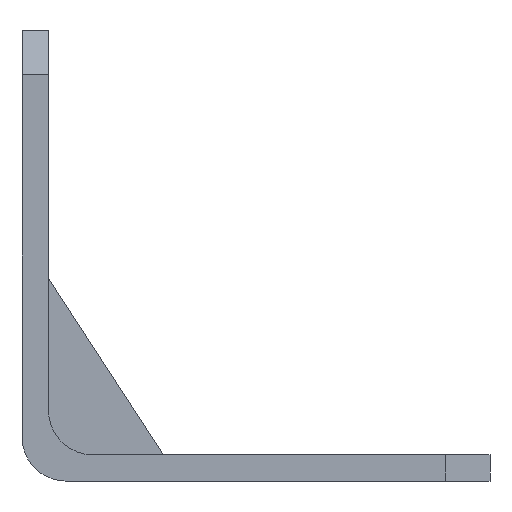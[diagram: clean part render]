
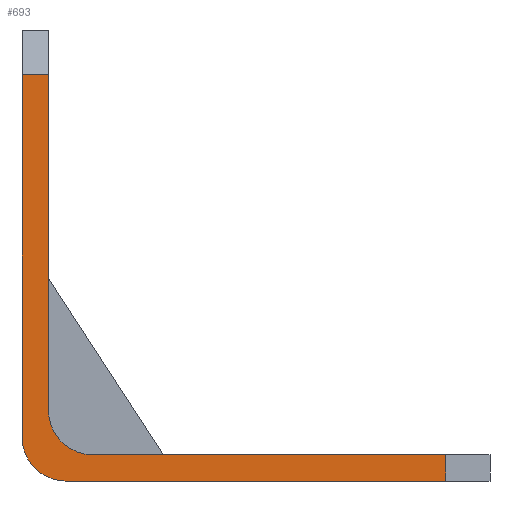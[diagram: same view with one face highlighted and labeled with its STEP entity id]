
A CAD part, front view. The second image highlights one B-rep face of the part: STEP entity #693.
In plain terms, the highlighted planar face has unit normal (0, -1, 0).
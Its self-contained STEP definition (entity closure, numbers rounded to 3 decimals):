
#32 = PLANE('',#33);
#33 = AXIS2_PLACEMENT_3D('',#34,#35,#36);
#34 = CARTESIAN_POINT('',(0.,0.,51.));
#35 = DIRECTION('',(1.,0.,0.));
#36 = DIRECTION('',(0.,0.,-1.));
#57 = VERTEX_POINT('',#58);
#58 = CARTESIAN_POINT('',(0.,-50.,46.));
#72 = PLANE('',#73);
#73 = AXIS2_PLACEMENT_3D('',#74,#75,#76);
#74 = CARTESIAN_POINT('',(3.,-47.5,48.5));
#75 = DIRECTION('',(0.,-0.707,0.707));
#76 = DIRECTION('',(-1.,0.,0.));
#84 = EDGE_CURVE('',#57,#85,#87,.T.);
#85 = VERTEX_POINT('',#86);
#86 = CARTESIAN_POINT('',(0.,-50.,5.));
#87 = SURFACE_CURVE('',#88,(#92,#99),.PCURVE_S1.);
#88 = LINE('',#89,#90);
#89 = CARTESIAN_POINT('',(0.,-50.,51.));
#90 = VECTOR('',#91,1.);
#91 = DIRECTION('',(0.,0.,-1.));
#92 = PCURVE('',#32,#93);
#93 = DEFINITIONAL_REPRESENTATION('',(#94),#98);
#94 = LINE('',#95,#96);
#95 = CARTESIAN_POINT('',(0.,-50.));
#96 = VECTOR('',#97,1.);
#97 = DIRECTION('',(1.,0.));
#98 = ( GEOMETRIC_REPRESENTATION_CONTEXT(2) 
PARAMETRIC_REPRESENTATION_CONTEXT() REPRESENTATION_CONTEXT('2D SPACE',''
  ) );
#99 = PCURVE('',#100,#105);
#100 = PLANE('',#101);
#101 = AXIS2_PLACEMENT_3D('',#102,#103,#104);
#102 = CARTESIAN_POINT('',(15.279,-50.,14.257));
#103 = DIRECTION('',(0.,1.,0.));
#104 = DIRECTION('',(0.,0.,1.));
#105 = DEFINITIONAL_REPRESENTATION('',(#106),#110);
#106 = LINE('',#107,#108);
#107 = CARTESIAN_POINT('',(36.743,-15.279));
#108 = VECTOR('',#109,1.);
#109 = DIRECTION('',(-1.,0.));
#110 = ( GEOMETRIC_REPRESENTATION_CONTEXT(2) 
PARAMETRIC_REPRESENTATION_CONTEXT() REPRESENTATION_CONTEXT('2D SPACE',''
  ) );
#128 = CYLINDRICAL_SURFACE('',#129,5.);
#129 = AXIS2_PLACEMENT_3D('',#130,#131,#132);
#130 = CARTESIAN_POINT('',(5.,0.,5.));
#131 = DIRECTION('',(0.,1.,0.));
#132 = DIRECTION('',(1.,0.,0.));
#370 = PLANE('',#371);
#371 = AXIS2_PLACEMENT_3D('',#372,#373,#374);
#372 = CARTESIAN_POINT('',(3.,0.,8.));
#373 = DIRECTION('',(-1.,0.,0.));
#374 = DIRECTION('',(0.,0.,1.));
#478 = VERTEX_POINT('',#479);
#479 = CARTESIAN_POINT('',(3.,-50.,46.));
#502 = EDGE_CURVE('',#478,#57,#503,.T.);
#503 = SURFACE_CURVE('',#504,(#508,#515),.PCURVE_S1.);
#504 = LINE('',#505,#506);
#505 = CARTESIAN_POINT('',(3.,-50.,46.));
#506 = VECTOR('',#507,1.);
#507 = DIRECTION('',(-1.,0.,0.));
#508 = PCURVE('',#72,#509);
#509 = DEFINITIONAL_REPRESENTATION('',(#510),#514);
#510 = LINE('',#511,#512);
#511 = CARTESIAN_POINT('',(0.,3.536));
#512 = VECTOR('',#513,1.);
#513 = DIRECTION('',(1.,0.));
#514 = ( GEOMETRIC_REPRESENTATION_CONTEXT(2) 
PARAMETRIC_REPRESENTATION_CONTEXT() REPRESENTATION_CONTEXT('2D SPACE',''
  ) );
#515 = PCURVE('',#100,#516);
#516 = DEFINITIONAL_REPRESENTATION('',(#517),#521);
#517 = LINE('',#518,#519);
#518 = CARTESIAN_POINT('',(31.743,-12.279));
#519 = VECTOR('',#520,1.);
#520 = DIRECTION('',(0.,-1.));
#521 = ( GEOMETRIC_REPRESENTATION_CONTEXT(2) 
PARAMETRIC_REPRESENTATION_CONTEXT() REPRESENTATION_CONTEXT('2D SPACE',''
  ) );
#572 = CYLINDRICAL_SURFACE('',#573,5.);
#573 = AXIS2_PLACEMENT_3D('',#574,#575,#576);
#574 = CARTESIAN_POINT('',(8.,0.,8.));
#575 = DIRECTION('',(0.,1.,0.));
#576 = DIRECTION('',(1.,0.,0.));
#600 = PLANE('',#601);
#601 = AXIS2_PLACEMENT_3D('',#602,#603,#604);
#602 = CARTESIAN_POINT('',(53.,0.,3.));
#603 = DIRECTION('',(0.,0.,-1.));
#604 = DIRECTION('',(-1.,0.,0.));
#656 = PLANE('',#657);
#657 = AXIS2_PLACEMENT_3D('',#658,#659,#660);
#658 = CARTESIAN_POINT('',(5.,0.,0.));
#659 = DIRECTION('',(0.,0.,1.));
#660 = DIRECTION('',(1.,0.,0.));
#693 = ADVANCED_FACE('',(#694),#100,.F.);
#694 = FACE_BOUND('',#695,.F.);
#695 = EDGE_LOOP('',(#696,#697,#698,#721,#749,#772,#800,#823));
#696 = ORIENTED_EDGE('',*,*,#84,.F.);
#697 = ORIENTED_EDGE('',*,*,#502,.F.);
#698 = ORIENTED_EDGE('',*,*,#699,.F.);
#699 = EDGE_CURVE('',#700,#478,#702,.T.);
#700 = VERTEX_POINT('',#701);
#701 = CARTESIAN_POINT('',(3.,-50.,8.));
#702 = SURFACE_CURVE('',#703,(#707,#714),.PCURVE_S1.);
#703 = LINE('',#704,#705);
#704 = CARTESIAN_POINT('',(3.,-50.,8.));
#705 = VECTOR('',#706,1.);
#706 = DIRECTION('',(0.,0.,1.));
#707 = PCURVE('',#100,#708);
#708 = DEFINITIONAL_REPRESENTATION('',(#709),#713);
#709 = LINE('',#710,#711);
#710 = CARTESIAN_POINT('',(-6.257,-12.279));
#711 = VECTOR('',#712,1.);
#712 = DIRECTION('',(1.,0.));
#713 = ( GEOMETRIC_REPRESENTATION_CONTEXT(2) 
PARAMETRIC_REPRESENTATION_CONTEXT() REPRESENTATION_CONTEXT('2D SPACE',''
  ) );
#714 = PCURVE('',#370,#715);
#715 = DEFINITIONAL_REPRESENTATION('',(#716),#720);
#716 = LINE('',#717,#718);
#717 = CARTESIAN_POINT('',(0.,-50.));
#718 = VECTOR('',#719,1.);
#719 = DIRECTION('',(1.,0.));
#720 = ( GEOMETRIC_REPRESENTATION_CONTEXT(2) 
PARAMETRIC_REPRESENTATION_CONTEXT() REPRESENTATION_CONTEXT('2D SPACE',''
  ) );
#721 = ORIENTED_EDGE('',*,*,#722,.T.);
#722 = EDGE_CURVE('',#700,#723,#725,.T.);
#723 = VERTEX_POINT('',#724);
#724 = CARTESIAN_POINT('',(8.,-50.,3.));
#725 = SURFACE_CURVE('',#726,(#731,#742),.PCURVE_S1.);
#726 = CIRCLE('',#727,5.);
#727 = AXIS2_PLACEMENT_3D('',#728,#729,#730);
#728 = CARTESIAN_POINT('',(8.,-50.,8.));
#729 = DIRECTION('',(0.,-1.,0.));
#730 = DIRECTION('',(1.,0.,0.));
#731 = PCURVE('',#100,#732);
#732 = DEFINITIONAL_REPRESENTATION('',(#733),#741);
#733 = ( BOUNDED_CURVE() B_SPLINE_CURVE(2,(#734,#735,#736,#737,#738,#739
,#740),.UNSPECIFIED.,.T.,.F.) B_SPLINE_CURVE_WITH_KNOTS((1,2,2,2,2,1),(
    -2.094,0.,2.094,4.189,6.283,
8.378),.UNSPECIFIED.) CURVE() GEOMETRIC_REPRESENTATION_ITEM() 
RATIONAL_B_SPLINE_CURVE((1.,0.5,1.,0.5,1.,0.5,1.)) REPRESENTATION_ITEM(
  '') );
#734 = CARTESIAN_POINT('',(-6.257,-2.279));
#735 = CARTESIAN_POINT('',(2.404,-2.279));
#736 = CARTESIAN_POINT('',(-1.927,-9.779));
#737 = CARTESIAN_POINT('',(-6.257,-17.279));
#738 = CARTESIAN_POINT('',(-10.587,-9.779));
#739 = CARTESIAN_POINT('',(-14.917,-2.279));
#740 = CARTESIAN_POINT('',(-6.257,-2.279));
#741 = ( GEOMETRIC_REPRESENTATION_CONTEXT(2) 
PARAMETRIC_REPRESENTATION_CONTEXT() REPRESENTATION_CONTEXT('2D SPACE',''
  ) );
#742 = PCURVE('',#572,#743);
#743 = DEFINITIONAL_REPRESENTATION('',(#744),#748);
#744 = LINE('',#745,#746);
#745 = CARTESIAN_POINT('',(-0.,-50.));
#746 = VECTOR('',#747,1.);
#747 = DIRECTION('',(-1.,0.));
#748 = ( GEOMETRIC_REPRESENTATION_CONTEXT(2) 
PARAMETRIC_REPRESENTATION_CONTEXT() REPRESENTATION_CONTEXT('2D SPACE',''
  ) );
#749 = ORIENTED_EDGE('',*,*,#750,.F.);
#750 = EDGE_CURVE('',#751,#723,#753,.T.);
#751 = VERTEX_POINT('',#752);
#752 = CARTESIAN_POINT('',(48.,-50.,3.));
#753 = SURFACE_CURVE('',#754,(#758,#765),.PCURVE_S1.);
#754 = LINE('',#755,#756);
#755 = CARTESIAN_POINT('',(53.,-50.,3.));
#756 = VECTOR('',#757,1.);
#757 = DIRECTION('',(-1.,0.,0.));
#758 = PCURVE('',#100,#759);
#759 = DEFINITIONAL_REPRESENTATION('',(#760),#764);
#760 = LINE('',#761,#762);
#761 = CARTESIAN_POINT('',(-11.257,37.721));
#762 = VECTOR('',#763,1.);
#763 = DIRECTION('',(0.,-1.));
#764 = ( GEOMETRIC_REPRESENTATION_CONTEXT(2) 
PARAMETRIC_REPRESENTATION_CONTEXT() REPRESENTATION_CONTEXT('2D SPACE',''
  ) );
#765 = PCURVE('',#600,#766);
#766 = DEFINITIONAL_REPRESENTATION('',(#767),#771);
#767 = LINE('',#768,#769);
#768 = CARTESIAN_POINT('',(0.,-50.));
#769 = VECTOR('',#770,1.);
#770 = DIRECTION('',(1.,0.));
#771 = ( GEOMETRIC_REPRESENTATION_CONTEXT(2) 
PARAMETRIC_REPRESENTATION_CONTEXT() REPRESENTATION_CONTEXT('2D SPACE',''
  ) );
#772 = ORIENTED_EDGE('',*,*,#773,.F.);
#773 = EDGE_CURVE('',#774,#751,#776,.T.);
#774 = VERTEX_POINT('',#775);
#775 = CARTESIAN_POINT('',(48.,-50.,0.));
#776 = SURFACE_CURVE('',#777,(#781,#788),.PCURVE_S1.);
#777 = LINE('',#778,#779);
#778 = CARTESIAN_POINT('',(48.,-50.,0.));
#779 = VECTOR('',#780,1.);
#780 = DIRECTION('',(0.,0.,1.));
#781 = PCURVE('',#100,#782);
#782 = DEFINITIONAL_REPRESENTATION('',(#783),#787);
#783 = LINE('',#784,#785);
#784 = CARTESIAN_POINT('',(-14.257,32.721));
#785 = VECTOR('',#786,1.);
#786 = DIRECTION('',(1.,0.));
#787 = ( GEOMETRIC_REPRESENTATION_CONTEXT(2) 
PARAMETRIC_REPRESENTATION_CONTEXT() REPRESENTATION_CONTEXT('2D SPACE',''
  ) );
#788 = PCURVE('',#789,#794);
#789 = PLANE('',#790);
#790 = AXIS2_PLACEMENT_3D('',#791,#792,#793);
#791 = CARTESIAN_POINT('',(50.5,-47.5,0.));
#792 = DIRECTION('',(0.707,-0.707,0.)
  );
#793 = DIRECTION('',(0.,0.,-1.));
#794 = DEFINITIONAL_REPRESENTATION('',(#795),#799);
#795 = LINE('',#796,#797);
#796 = CARTESIAN_POINT('',(0.,-3.536));
#797 = VECTOR('',#798,1.);
#798 = DIRECTION('',(-1.,0.));
#799 = ( GEOMETRIC_REPRESENTATION_CONTEXT(2) 
PARAMETRIC_REPRESENTATION_CONTEXT() REPRESENTATION_CONTEXT('2D SPACE',''
  ) );
#800 = ORIENTED_EDGE('',*,*,#801,.F.);
#801 = EDGE_CURVE('',#802,#774,#804,.T.);
#802 = VERTEX_POINT('',#803);
#803 = CARTESIAN_POINT('',(5.,-50.,0.));
#804 = SURFACE_CURVE('',#805,(#809,#816),.PCURVE_S1.);
#805 = LINE('',#806,#807);
#806 = CARTESIAN_POINT('',(5.,-50.,0.));
#807 = VECTOR('',#808,1.);
#808 = DIRECTION('',(1.,0.,0.));
#809 = PCURVE('',#100,#810);
#810 = DEFINITIONAL_REPRESENTATION('',(#811),#815);
#811 = LINE('',#812,#813);
#812 = CARTESIAN_POINT('',(-14.257,-10.279));
#813 = VECTOR('',#814,1.);
#814 = DIRECTION('',(0.,1.));
#815 = ( GEOMETRIC_REPRESENTATION_CONTEXT(2) 
PARAMETRIC_REPRESENTATION_CONTEXT() REPRESENTATION_CONTEXT('2D SPACE',''
  ) );
#816 = PCURVE('',#656,#817);
#817 = DEFINITIONAL_REPRESENTATION('',(#818),#822);
#818 = LINE('',#819,#820);
#819 = CARTESIAN_POINT('',(0.,-50.));
#820 = VECTOR('',#821,1.);
#821 = DIRECTION('',(1.,0.));
#822 = ( GEOMETRIC_REPRESENTATION_CONTEXT(2) 
PARAMETRIC_REPRESENTATION_CONTEXT() REPRESENTATION_CONTEXT('2D SPACE',''
  ) );
#823 = ORIENTED_EDGE('',*,*,#824,.F.);
#824 = EDGE_CURVE('',#85,#802,#825,.T.);
#825 = SURFACE_CURVE('',#826,(#831,#842),.PCURVE_S1.);
#826 = CIRCLE('',#827,5.);
#827 = AXIS2_PLACEMENT_3D('',#828,#829,#830);
#828 = CARTESIAN_POINT('',(5.,-50.,5.));
#829 = DIRECTION('',(0.,-1.,0.));
#830 = DIRECTION('',(1.,0.,0.));
#831 = PCURVE('',#100,#832);
#832 = DEFINITIONAL_REPRESENTATION('',(#833),#841);
#833 = ( BOUNDED_CURVE() B_SPLINE_CURVE(2,(#834,#835,#836,#837,#838,#839
,#840),.UNSPECIFIED.,.T.,.F.) B_SPLINE_CURVE_WITH_KNOTS((1,2,2,2,2,1),(
    -2.094,0.,2.094,4.189,6.283,
8.378),.UNSPECIFIED.) CURVE() GEOMETRIC_REPRESENTATION_ITEM() 
RATIONAL_B_SPLINE_CURVE((1.,0.5,1.,0.5,1.,0.5,1.)) REPRESENTATION_ITEM(
  '') );
#834 = CARTESIAN_POINT('',(-9.257,-5.279));
#835 = CARTESIAN_POINT('',(-0.596,-5.279));
#836 = CARTESIAN_POINT('',(-4.927,-12.779));
#837 = CARTESIAN_POINT('',(-9.257,-20.279));
#838 = CARTESIAN_POINT('',(-13.587,-12.779));
#839 = CARTESIAN_POINT('',(-17.917,-5.279));
#840 = CARTESIAN_POINT('',(-9.257,-5.279));
#841 = ( GEOMETRIC_REPRESENTATION_CONTEXT(2) 
PARAMETRIC_REPRESENTATION_CONTEXT() REPRESENTATION_CONTEXT('2D SPACE',''
  ) );
#842 = PCURVE('',#128,#843);
#843 = DEFINITIONAL_REPRESENTATION('',(#844),#848);
#844 = LINE('',#845,#846);
#845 = CARTESIAN_POINT('',(-0.,-50.));
#846 = VECTOR('',#847,1.);
#847 = DIRECTION('',(-1.,0.));
#848 = ( GEOMETRIC_REPRESENTATION_CONTEXT(2) 
PARAMETRIC_REPRESENTATION_CONTEXT() REPRESENTATION_CONTEXT('2D SPACE',''
  ) );
